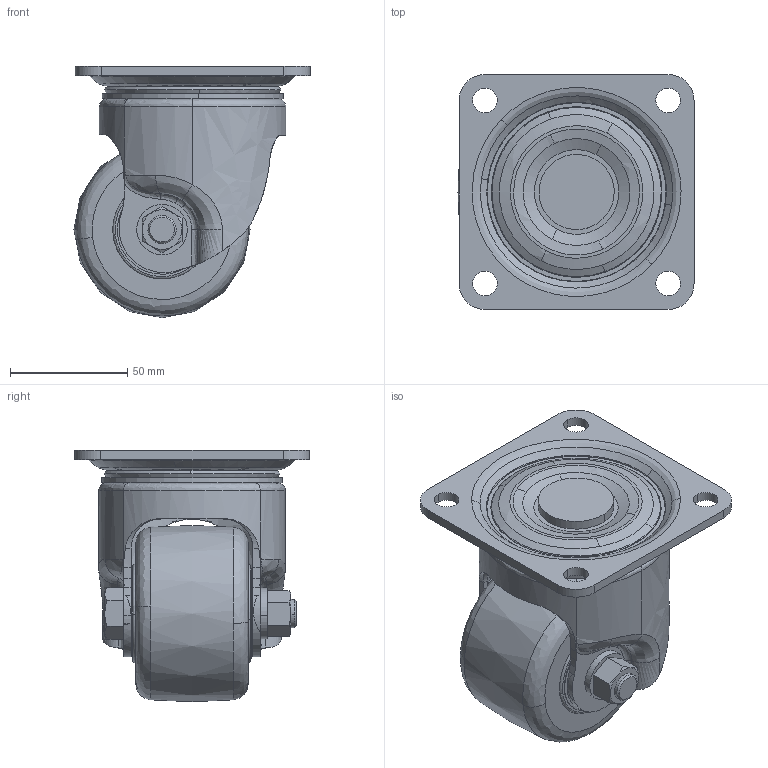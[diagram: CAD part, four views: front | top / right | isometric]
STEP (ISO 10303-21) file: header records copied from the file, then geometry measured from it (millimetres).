
FILE_DESCRIPTION((''),'2;1');
FILE_NAME('','2009-03-19T14:21:08',(''),(''),'','CADfix','');
FILE_SCHEMA(('AUTOMOTIVE_DESIGN { 1 0 10303 214 1 1 1 1 }'));
Length unit declared in the file: millimetre
Bounding box: 100.5 x 100 x 107 mm (x, y, z)
Volume: 366677.7 mm3; surface area: 85101.4 mm2
Topology: 5 solids, 5 shells, 276 faces, 849 edges, 604 vertices
Faces by surface type: bspline 276
Entity records: 15525 total; most frequent: CARTESIAN_POINT 10952, ORIENTED_EDGE 1698, EDGE_CURVE 849, VERTEX_POINT 604, EDGE_LOOP 315, FACE_OUTER_BOUND 276, ADVANCED_FACE 276, QUASI_UNIFORM_CURVE 205
